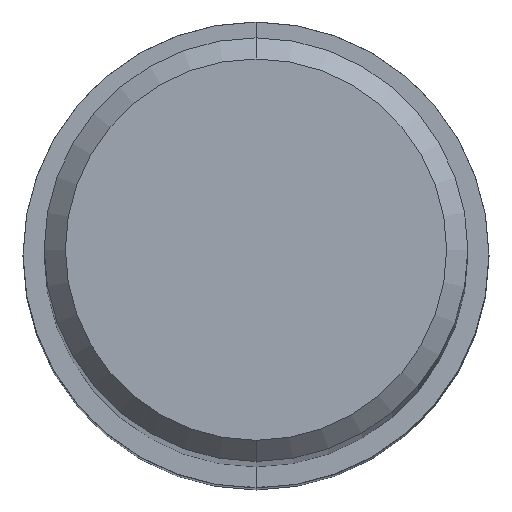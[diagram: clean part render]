
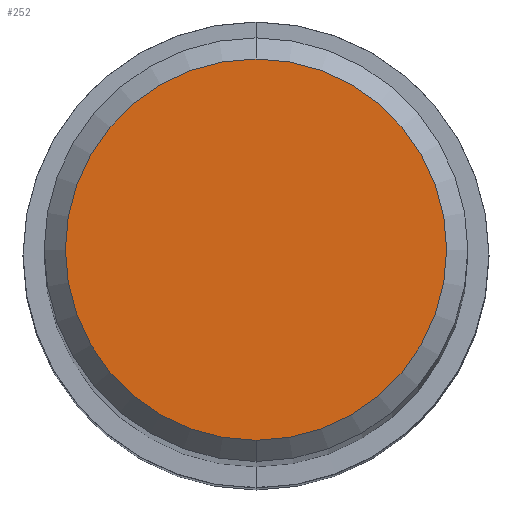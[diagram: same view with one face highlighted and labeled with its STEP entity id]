
A CAD part, top view. The second image highlights one B-rep face of the part: STEP entity #252.
In plain terms, the highlighted planar face has unit normal (0, 0, 1).
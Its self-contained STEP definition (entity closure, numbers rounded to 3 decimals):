
#244=VERTEX_POINT('',#540);
#252=ADVANCED_FACE('',(#549),#550,.T.);
#266=VERTEX_POINT('',#566);
#300=EDGE_CURVE('',#266,#244,#602,.T.);
#426=EDGE_CURVE('',#244,#266,#739,.T.);
#540=CARTESIAN_POINT('',(0.,-9.0,0.0));
#549=FACE_OUTER_BOUND('',#946,.T.);
#550=PLANE('',#947);
#566=CARTESIAN_POINT('',(0.0,9.0,0.0));
#602=CIRCLE('',#1069,9.0);
#739=CIRCLE('',#1510,9.0);
#946=EDGE_LOOP('',(#1653,#1654));
#947=AXIS2_PLACEMENT_3D('',#1655,#1656,#1657);
#1069=AXIS2_PLACEMENT_3D('',#1710,#1711,#1712);
#1510=AXIS2_PLACEMENT_3D('',#1843,#1844,#1845);
#1653=ORIENTED_EDGE('',*,*,#300,.F.);
#1654=ORIENTED_EDGE('',*,*,#426,.F.);
#1655=CARTESIAN_POINT('',(0.0,4.5,0.0));
#1656=DIRECTION('',(-0.0,0.0,1.0));
#1657=DIRECTION('',(0.0,-1.0,0.0));
#1710=CARTESIAN_POINT('',(0.0,0.0,0.0));
#1711=DIRECTION('',(0.0,0.0,-1.0));
#1712=DIRECTION('',(0.0,1.0,0.0));
#1843=CARTESIAN_POINT('',(0.0,0.0,0.0));
#1844=DIRECTION('',(0.0,0.0,-1.0));
#1845=DIRECTION('',(0.0,1.0,0.0));
